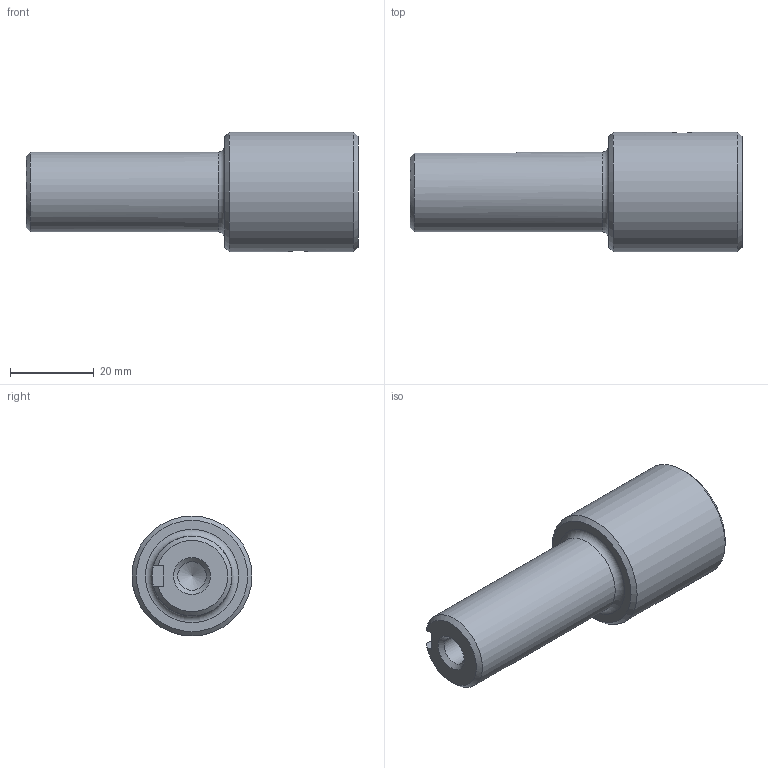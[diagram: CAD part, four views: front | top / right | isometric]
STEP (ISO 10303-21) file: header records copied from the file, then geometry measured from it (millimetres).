
FILE_DESCRIPTION(/* description */ ('56C ADAPTER SHAFT'),/* implementation_level */ '2;1');
FILE_NAME(/* name */ '12052.stp',/* time_stamp */ '2017-04-03T11:12:57-04:00',/* author */ ('MJC'),/* organization */ (''),/* preprocessor_version */ 'ST-DEVELOPER v16.5',/* originating_system */ 'Autodesk Inventor 2017',/* authorisation */ '');
FILE_SCHEMA (('AUTOMOTIVE_DESIGN { 1 0 10303 214 3 1 1 }'));
Length unit declared in the file: inch
Products named in the file (1): 12052
Bounding box: 79.15 x 28.57 x 28.57 mm (x, y, z)
Volume: 22927.3 mm3; surface area: 9819.6 mm2
Topology: 1 solids, 1 shells, 27 faces, 71 edges, 45 vertices
Faces by surface type: plane 11, cone 7, cylinder 6, bspline 2, torus 1
Full cylindrical faces by diameter (mm): 4.978 x2, 6.782 x1, 15.926 x1, 19.05 x1, 28.575 x1
Entity records: 926 total; most frequent: CARTESIAN_POINT 354, DIRECTION 106, ORIENTED_EDGE 96, EDGE_CURVE 48, EDGE_LOOP 44, AXIS2_PLACEMENT_3D 42, VERTEX_POINT 36, FACE_OUTER_BOUND 27
